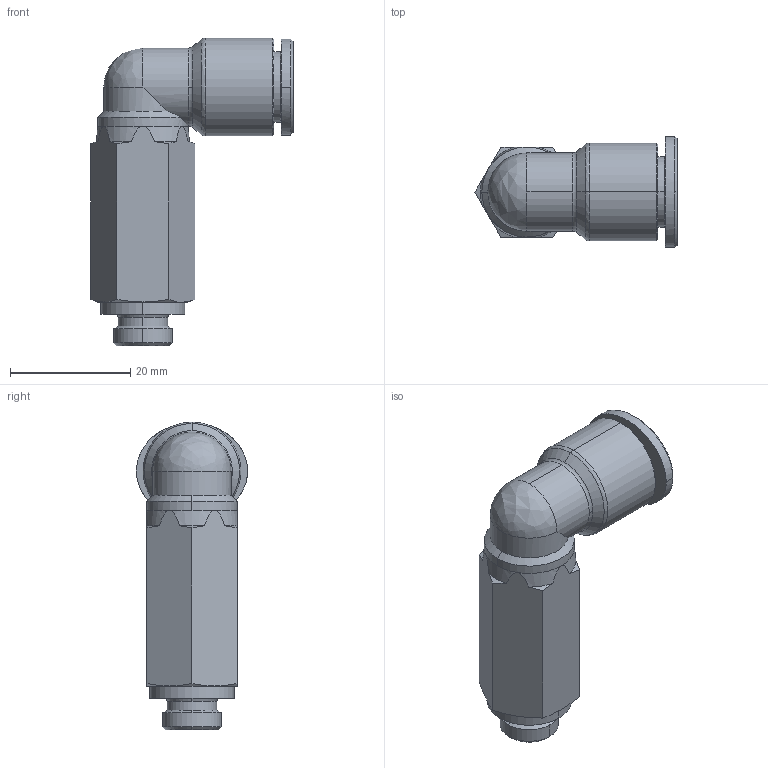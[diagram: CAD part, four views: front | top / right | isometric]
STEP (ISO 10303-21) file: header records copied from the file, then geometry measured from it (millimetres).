
FILE_DESCRIPTION (( 'STEP AP214' ), '1' );
FILE_NAME ('PLL10-G01.stp', '2015-09-11T14:28:29', ( '' ), ( '' ), 'SwSTEP 2.0', 'SolidWorks 2015', '' );
FILE_SCHEMA (( 'AUTOMOTIVE_DESIGN' ));
Length unit declared in the file: millimetre
Products named in the file (2): PLL10-G01; ｦ+ﾃｦ1
Assembly tree (1 placements, depth 2):
  PLL10-G01
    ｦ+ﾃｦ1
Bounding box: 33.66 x 18.5 x 51.25 mm (x, y, z)
Volume: 8120.8 mm3; surface area: 5413 mm2
Topology: 1 solids, 1 shells, 468 faces, 1323 edges, 874 vertices
Faces by surface type: plane 391, cone 40, cylinder 23, bspline 12, torus 2
Entity records: 16582 total; most frequent: CARTESIAN_POINT 3705, ORIENTED_EDGE 2644, DIRECTION 2290, EDGE_CURVE 1322, VECTOR 1150, LINE 1150, VERTEX_POINT 874, AXIS2_PLACEMENT_3D 570
